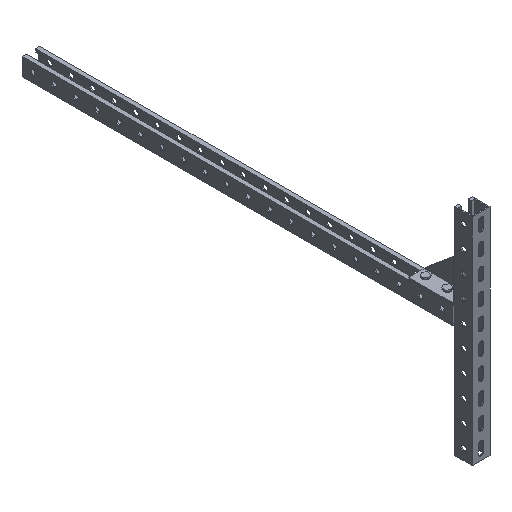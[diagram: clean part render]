
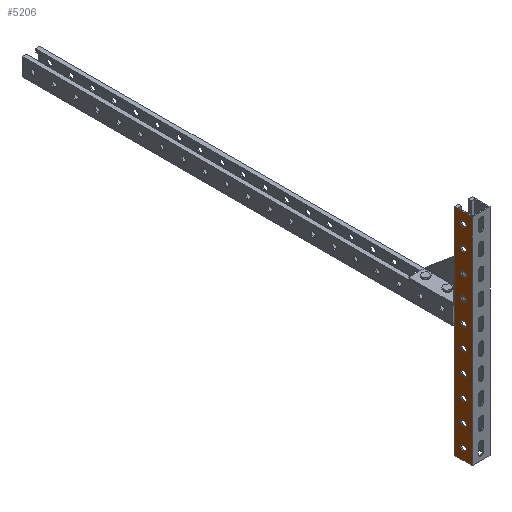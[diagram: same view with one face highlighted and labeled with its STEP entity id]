
A CAD part, isometric view. The second image highlights one B-rep face of the part: STEP entity #5206.
In plain terms, the highlighted planar face has unit normal (-1, 0, 0).
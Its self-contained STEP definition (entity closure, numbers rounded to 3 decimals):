
#147 = CIRCLE ( 'NONE', #5002, 6.25 ) ;
#152 = ORIENTED_EDGE ( 'NONE', *, *, #477, .F. ) ;
#243 = VERTEX_POINT ( 'NONE', #6268 ) ;
#312 = DIRECTION ( 'NONE',  ( -1., 0., 0. ) ) ;
#453 = CARTESIAN_POINT ( 'NONE',  ( -20.5, 20.5, 68.75 ) ) ;
#477 = EDGE_CURVE ( 'NONE', #5892, #5892, #6055, .T. ) ;
#501 = FACE_BOUND ( 'NONE', #3838, .T. ) ;
#540 = FACE_BOUND ( 'NONE', #1187, .T. ) ;
#559 = LINE ( 'NONE', #5042, #4571 ) ;
#725 = EDGE_CURVE ( 'NONE', #3354, #3354, #8293, .T. ) ;
#747 = ORIENTED_EDGE ( 'NONE', *, *, #7844, .F. ) ;
#759 = ORIENTED_EDGE ( 'NONE', *, *, #1333, .F. ) ;
#812 = AXIS2_PLACEMENT_3D ( 'NONE', #5517, #8144, #6286 ) ;
#868 = EDGE_LOOP ( 'NONE', ( #3003 ) ) ;
#925 = AXIS2_PLACEMENT_3D ( 'NONE', #4962, #7495, #4274 ) ;
#1057 = VERTEX_POINT ( 'NONE', #6308 ) ;
#1100 = CARTESIAN_POINT ( 'NONE',  ( -20.5, 0., 500. ) ) ;
#1144 = CARTESIAN_POINT ( 'NONE',  ( -20.5, 20.5, 175. ) ) ;
#1187 = EDGE_LOOP ( 'NONE', ( #7161 ) ) ;
#1223 = EDGE_CURVE ( 'NONE', #1057, #1057, #8187, .T. ) ;
#1269 = DIRECTION ( 'NONE',  ( 0., -1., 0. ) ) ;
#1333 = EDGE_CURVE ( 'NONE', #7070, #3738, #7986, .T. ) ;
#1403 = VECTOR ( 'NONE', #6507, 1000. ) ;
#1479 = CIRCLE ( 'NONE', #1777, 6.25 ) ;
#1554 = DIRECTION ( 'NONE',  ( 0., 0., -1. ) ) ;
#1592 = EDGE_CURVE ( 'NONE', #243, #243, #8282, .T. ) ;
#1677 = DIRECTION ( 'NONE',  ( 0., -1., 0. ) ) ;
#1777 = AXIS2_PLACEMENT_3D ( 'NONE', #3811, #5793, #5715 ) ;
#1814 = DIRECTION ( 'NONE',  ( 0., 0., -1. ) ) ;
#1945 = LINE ( 'NONE', #3369, #4863 ) ;
#1973 = CARTESIAN_POINT ( 'NONE',  ( -20.5, 20.5, 118.75 ) ) ;
#1991 = AXIS2_PLACEMENT_3D ( 'NONE', #3101, #8353, #4394 ) ;
#1996 = CARTESIAN_POINT ( 'NONE',  ( -20.5, 20.5, 18.75 ) ) ;
#2003 = FACE_BOUND ( 'NONE', #6209, .T. ) ;
#2055 = ORIENTED_EDGE ( 'NONE', *, *, #3055, .F. ) ;
#2077 = DIRECTION ( 'NONE',  ( 0., 0., -1. ) ) ;
#2183 = VERTEX_POINT ( 'NONE', #3987 ) ;
#2333 = EDGE_LOOP ( 'NONE', ( #3237 ) ) ;
#2450 = EDGE_CURVE ( 'NONE', #5583, #5583, #5188, .T. ) ;
#2471 = DIRECTION ( 'NONE',  ( -1., 0., 0. ) ) ;
#2528 = VECTOR ( 'NONE', #1677, 1000. ) ;
#2544 = VERTEX_POINT ( 'NONE', #4508 ) ;
#2564 = FACE_BOUND ( 'NONE', #3849, .T. ) ;
#2578 = CARTESIAN_POINT ( 'NONE',  ( -20.5, 0., 500. ) ) ;
#2596 = CARTESIAN_POINT ( 'NONE',  ( -20.5, 20.5, 125. ) ) ;
#2618 = CARTESIAN_POINT ( 'NONE',  ( -20.5, 20.5, 318.75 ) ) ;
#2682 = CARTESIAN_POINT ( 'NONE',  ( -20.5, 20.5, 25. ) ) ;
#2719 = ORIENTED_EDGE ( 'NONE', *, *, #4210, .T. ) ;
#2772 = EDGE_LOOP ( 'NONE', ( #152 ) ) ;
#2845 = EDGE_CURVE ( 'NONE', #2183, #3738, #5617, .T. ) ;
#2935 = VERTEX_POINT ( 'NONE', #6293 ) ;
#3003 = ORIENTED_EDGE ( 'NONE', *, *, #2450, .F. ) ;
#3055 = EDGE_CURVE ( 'NONE', #3774, #3774, #147, .T. ) ;
#3101 = CARTESIAN_POINT ( 'NONE',  ( -20.5, 20.5, 275. ) ) ;
#3160 = EDGE_CURVE ( 'NONE', #2544, #7070, #1945, .T. ) ;
#3166 = VERTEX_POINT ( 'NONE', #8463 ) ;
#3173 = FACE_BOUND ( 'NONE', #868, .T. ) ;
#3218 = FACE_BOUND ( 'NONE', #2333, .T. ) ;
#3237 = ORIENTED_EDGE ( 'NONE', *, *, #725, .F. ) ;
#3354 = VERTEX_POINT ( 'NONE', #2618 ) ;
#3369 = CARTESIAN_POINT ( 'NONE',  ( -20.5, 0., 500. ) ) ;
#3375 = ORIENTED_EDGE ( 'NONE', *, *, #3480, .F. ) ;
#3480 = EDGE_CURVE ( 'NONE', #7774, #7774, #4444, .T. ) ;
#3525 = EDGE_LOOP ( 'NONE', ( #4425, #759, #4773, #2719 ) ) ;
#3584 = VERTEX_POINT ( 'NONE', #5570 ) ;
#3586 = EDGE_LOOP ( 'NONE', ( #7286 ) ) ;
#3651 = CARTESIAN_POINT ( 'NONE',  ( -20.5, 20.5, 225. ) ) ;
#3738 = VERTEX_POINT ( 'NONE', #5266 ) ;
#3774 = VERTEX_POINT ( 'NONE', #1996 ) ;
#3811 = CARTESIAN_POINT ( 'NONE',  ( -20.5, 20.5, 375. ) ) ;
#3838 = EDGE_LOOP ( 'NONE', ( #5291 ) ) ;
#3849 = EDGE_LOOP ( 'NONE', ( #747 ) ) ;
#3962 = AXIS2_PLACEMENT_3D ( 'NONE', #4551, #7904, #2077 ) ;
#3987 = CARTESIAN_POINT ( 'NONE',  ( -20.5, 41., 0. ) ) ;
#3992 = EDGE_CURVE ( 'NONE', #3166, #3166, #6075, .T. ) ;
#4063 = DIRECTION ( 'NONE',  ( 0., 0., -1. ) ) ;
#4210 = EDGE_CURVE ( 'NONE', #2544, #2183, #559, .T. ) ;
#4230 = DIRECTION ( 'NONE',  ( 0., 0., -1. ) ) ;
#4257 = EDGE_LOOP ( 'NONE', ( #3375 ) ) ;
#4274 = DIRECTION ( 'NONE',  ( 0., 0., -1. ) ) ;
#4371 = DIRECTION ( 'NONE',  ( 0., 0., -1. ) ) ;
#4394 = DIRECTION ( 'NONE',  ( 0., 0., -1. ) ) ;
#4425 = ORIENTED_EDGE ( 'NONE', *, *, #2845, .T. ) ;
#4444 = CIRCLE ( 'NONE', #6796, 6.25 ) ;
#4508 = CARTESIAN_POINT ( 'NONE',  ( -20.5, 41., 500. ) ) ;
#4551 = CARTESIAN_POINT ( 'NONE',  ( -20.5, 0., 500. ) ) ;
#4571 = VECTOR ( 'NONE', #7664, 1000. ) ;
#4619 = DIRECTION ( 'NONE',  ( -1., 0., 0. ) ) ;
#4670 = PLANE ( 'NONE',  #3962 ) ;
#4773 = ORIENTED_EDGE ( 'NONE', *, *, #3160, .F. ) ;
#4854 = AXIS2_PLACEMENT_3D ( 'NONE', #8190, #312, #4230 ) ;
#4856 = DIRECTION ( 'NONE',  ( -1., 0., 0. ) ) ;
#4863 = VECTOR ( 'NONE', #1269, 1000. ) ;
#4931 = CARTESIAN_POINT ( 'NONE',  ( -20.5, 20.5, 218.75 ) ) ;
#4962 = CARTESIAN_POINT ( 'NONE',  ( -20.5, 20.5, 425. ) ) ;
#4971 = CARTESIAN_POINT ( 'NONE',  ( -20.5, 0., 0. ) ) ;
#5002 = AXIS2_PLACEMENT_3D ( 'NONE', #2682, #4619, #4063 ) ;
#5042 = CARTESIAN_POINT ( 'NONE',  ( -20.5, 41., 500. ) ) ;
#5114 = FACE_BOUND ( 'NONE', #4257, .T. ) ;
#5188 = CIRCLE ( 'NONE', #5745, 6.25 ) ;
#5206 = ADVANCED_FACE ( 'NONE', ( #5114, #6449, #501, #3173, #540, #3218, #5846, #2564, #7603, #2003, #5877 ), #4670, .F. ) ;
#5266 = CARTESIAN_POINT ( 'NONE',  ( -20.5, 0., 0. ) ) ;
#5291 = ORIENTED_EDGE ( 'NONE', *, *, #1592, .F. ) ;
#5412 = ORIENTED_EDGE ( 'NONE', *, *, #3992, .F. ) ;
#5517 = CARTESIAN_POINT ( 'NONE',  ( -20.5, 20.5, 475. ) ) ;
#5570 = CARTESIAN_POINT ( 'NONE',  ( -20.5, 20.5, 418.75 ) ) ;
#5583 = VERTEX_POINT ( 'NONE', #4931 ) ;
#5617 = LINE ( 'NONE', #4971, #2528 ) ;
#5715 = DIRECTION ( 'NONE',  ( 0., 0., -1. ) ) ;
#5745 = AXIS2_PLACEMENT_3D ( 'NONE', #3651, #4856, #1554 ) ;
#5793 = DIRECTION ( 'NONE',  ( -1., 0., 0. ) ) ;
#5846 = FACE_BOUND ( 'NONE', #3586, .T. ) ;
#5877 = FACE_OUTER_BOUND ( 'NONE', #3525, .T. ) ;
#5892 = VERTEX_POINT ( 'NONE', #1973 ) ;
#6055 = CIRCLE ( 'NONE', #6332, 6.25 ) ;
#6075 = CIRCLE ( 'NONE', #812, 6.25 ) ;
#6181 = CIRCLE ( 'NONE', #925, 6.25 ) ;
#6209 = EDGE_LOOP ( 'NONE', ( #2055 ) ) ;
#6268 = CARTESIAN_POINT ( 'NONE',  ( -20.5, 20.5, 168.75 ) ) ;
#6286 = DIRECTION ( 'NONE',  ( 0., 0., -1. ) ) ;
#6293 = CARTESIAN_POINT ( 'NONE',  ( -20.5, 20.5, 368.75 ) ) ;
#6308 = CARTESIAN_POINT ( 'NONE',  ( -20.5, 20.5, 268.75 ) ) ;
#6332 = AXIS2_PLACEMENT_3D ( 'NONE', #2596, #7849, #4371 ) ;
#6449 = FACE_BOUND ( 'NONE', #2772, .T. ) ;
#6507 = DIRECTION ( 'NONE',  ( 0., 0., -1. ) ) ;
#6669 = CARTESIAN_POINT ( 'NONE',  ( -20.5, 20.5, 75. ) ) ;
#6796 = AXIS2_PLACEMENT_3D ( 'NONE', #6669, #7223, #7299 ) ;
#7070 = VERTEX_POINT ( 'NONE', #1100 ) ;
#7161 = ORIENTED_EDGE ( 'NONE', *, *, #1223, .F. ) ;
#7177 = AXIS2_PLACEMENT_3D ( 'NONE', #1144, #2471, #1814 ) ;
#7223 = DIRECTION ( 'NONE',  ( -1., 0., 0. ) ) ;
#7286 = ORIENTED_EDGE ( 'NONE', *, *, #7627, .F. ) ;
#7299 = DIRECTION ( 'NONE',  ( 0., 0., -1. ) ) ;
#7336 = EDGE_LOOP ( 'NONE', ( #5412 ) ) ;
#7495 = DIRECTION ( 'NONE',  ( -1., 0., 0. ) ) ;
#7603 = FACE_BOUND ( 'NONE', #7336, .T. ) ;
#7627 = EDGE_CURVE ( 'NONE', #2935, #2935, #1479, .T. ) ;
#7664 = DIRECTION ( 'NONE',  ( 0., 0., -1. ) ) ;
#7774 = VERTEX_POINT ( 'NONE', #453 ) ;
#7844 = EDGE_CURVE ( 'NONE', #3584, #3584, #6181, .T. ) ;
#7849 = DIRECTION ( 'NONE',  ( -1., 0., 0. ) ) ;
#7904 = DIRECTION ( 'NONE',  ( 1., 0., 0. ) ) ;
#7986 = LINE ( 'NONE', #2578, #1403 ) ;
#8144 = DIRECTION ( 'NONE',  ( -1., 0., 0. ) ) ;
#8187 = CIRCLE ( 'NONE', #1991, 6.25 ) ;
#8190 = CARTESIAN_POINT ( 'NONE',  ( -20.5, 20.5, 325. ) ) ;
#8282 = CIRCLE ( 'NONE', #7177, 6.25 ) ;
#8293 = CIRCLE ( 'NONE', #4854, 6.25 ) ;
#8353 = DIRECTION ( 'NONE',  ( -1., 0., 0. ) ) ;
#8463 = CARTESIAN_POINT ( 'NONE',  ( -20.5, 20.5, 468.75 ) ) ;
